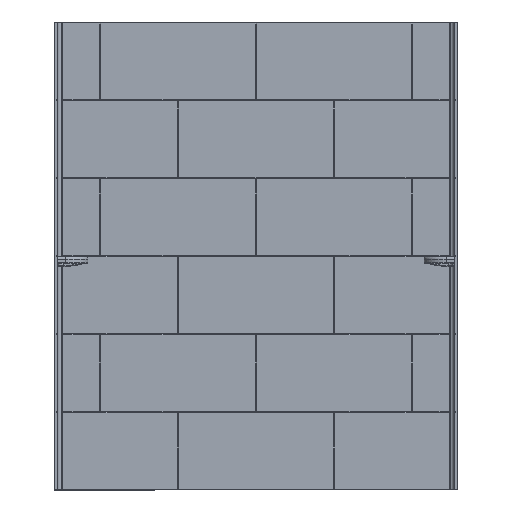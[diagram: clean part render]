
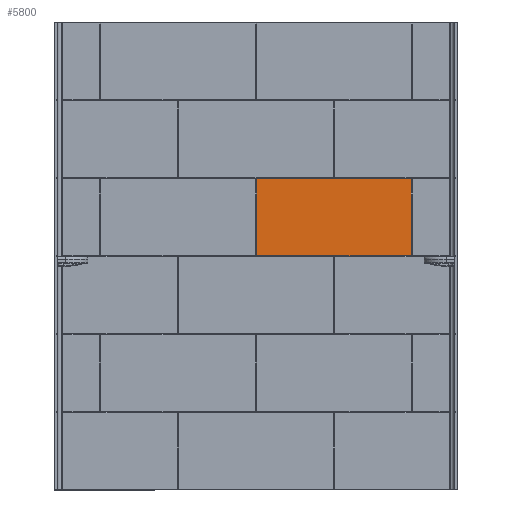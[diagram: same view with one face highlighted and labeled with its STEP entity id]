
A CAD part, top view. The second image highlights one B-rep face of the part: STEP entity #5800.
In plain terms, the highlighted planar face has unit normal (0, 0, 1).
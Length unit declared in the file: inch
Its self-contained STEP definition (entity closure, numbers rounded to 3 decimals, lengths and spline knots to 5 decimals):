
#710 = EDGE_CURVE ( 'NONE', #11800, #10525, #2441, .T. ) ;
#1333 = EDGE_LOOP ( 'NONE', ( #5253, #38610, #53692, #46376, #14761, #48215, #25514, #6347 ) ) ;
#1462 = B_SPLINE_CURVE_WITH_KNOTS ( 'NONE', 3,
 ( #37991, #19215, #15011, #46379, #29353, #47552, #56781, #46959, #15921, #1862 ),
 .UNSPECIFIED., .F., .F.,
 ( 4, 2, 2, 2, 4 ),
 ( 0., 0.12821, 0.33333, 0.66154, 1. ),
 .UNSPECIFIED. ) ;
#1775 = DIRECTION ( 'NONE',  ( -1., 0., 0. ) ) ;
#1862 = CARTESIAN_POINT ( 'NONE',  ( -11.91522, 0.0945, 0.1875 ) ) ;
#1873 = CARTESIAN_POINT ( 'NONE',  ( -0.08556, 0.09055, 0.1875 ) ) ;
#1965 = CARTESIAN_POINT ( 'NONE',  ( -11.91181, 23.91308, 0.1875 ) ) ;
#2181 = CARTESIAN_POINT ( 'NONE',  ( -0.09279, 0.08478, 0.1875 ) ) ;
#2441 = B_SPLINE_CURVE_WITH_KNOTS ( 'NONE', 3,
 ( #6069, #23729, #20124, #14432, #1873, #38004, #10242, #24316, #2181, #56188 ),
 .UNSPECIFIED., .F., .F.,
 ( 4, 2, 2, 2, 4 ),
 ( 0., 0.12821, 0.33333, 0.66154, 1. ),
 .UNSPECIFIED. ) ;
#2589 = EDGE_CURVE ( 'NONE', #35527, #30181, #12869, .T. ) ;
#3209 = CARTESIAN_POINT ( 'NONE',  ( -0.08478, 21., 0.1875 ) ) ;
#3892 = CARTESIAN_POINT ( 'NONE',  ( -0.08478, 23.9055, 0.1875 ) ) ;
#4068 = VERTEX_POINT ( 'NONE', #9510 ) ;
#5253 = ORIENTED_EDGE ( 'NONE', *, *, #35746, .F. ) ;
#5800 = ADVANCED_FACE ( 'NONE', ( #11508 ), #7930, .T. ) ;
#6053 = VERTEX_POINT ( 'NONE', #54163 ) ;
#6069 = CARTESIAN_POINT ( 'NONE',  ( -0.08478, 0.0945, 0.1875 ) ) ;
#6347 = ORIENTED_EDGE ( 'NONE', *, *, #2589, .F. ) ;
#7307 = VERTEX_POINT ( 'NONE', #25148 ) ;
#7383 = CARTESIAN_POINT ( 'NONE',  ( -0.08478, 23.90615, 0.1875 ) ) ;
#7930 = PLANE ( 'NONE',  #12365 ) ;
#7983 = CARTESIAN_POINT ( 'NONE',  ( -0.08478, 23.9055, 0.1875 ) ) ;
#9510 = CARTESIAN_POINT ( 'NONE',  ( -11.9055, 0.08478, 0.1875 ) ) ;
#10242 = CARTESIAN_POINT ( 'NONE',  ( -0.08813, 0.08697, 0.1875 ) ) ;
#10525 = VERTEX_POINT ( 'NONE', #30435 ) ;
#11508 = FACE_OUTER_BOUND ( 'NONE', #1333, .T. ) ;
#11800 = VERTEX_POINT ( 'NONE', #19301 ) ;
#11853 = CARTESIAN_POINT ( 'NONE',  ( -0.08485, 23.90681, 0.1875 ) ) ;
#12365 = AXIS2_PLACEMENT_3D ( 'NONE', #43468, #52692, #57145 ) ;
#12743 = CARTESIAN_POINT ( 'NONE',  ( -0.09106, 23.91475, 0.1875 ) ) ;
#12766 = EDGE_CURVE ( 'NONE', #30181, #6053, #13479, .T. ) ;
#12869 = LINE ( 'NONE', #36451, #46576 ) ;
#13479 = B_SPLINE_CURVE_WITH_KNOTS ( 'NONE', 3,
 ( #24108, #33949, #19903, #33046, #1965, #34237, #19312, #56880, #38405, #28861 ),
 .UNSPECIFIED., .F., .F.,
 ( 4, 2, 2, 2, 4 ),
 ( 0., 0.33846, 0.66667, 0.87179, 1. ),
 .UNSPECIFIED. ) ;
#14432 = CARTESIAN_POINT ( 'NONE',  ( -0.08519, 0.09153, 0.1875 ) ) ;
#14761 = ORIENTED_EDGE ( 'NONE', *, *, #33765, .F. ) ;
#15011 = CARTESIAN_POINT ( 'NONE',  ( -11.90681, 0.08485, 0.1875 ) ) ;
#15921 = CARTESIAN_POINT ( 'NONE',  ( -11.91522, 0.09279, 0.1875 ) ) ;
#16340 = CARTESIAN_POINT ( 'NONE',  ( -0.08813, 23.91303, 0.1875 ) ) ;
#19215 = CARTESIAN_POINT ( 'NONE',  ( -11.90615, 0.08478, 0.1875 ) ) ;
#19301 = CARTESIAN_POINT ( 'NONE',  ( -0.08478, 0.0945, 0.1875 ) ) ;
#19312 = CARTESIAN_POINT ( 'NONE',  ( -11.90847, 23.91481, 0.1875 ) ) ;
#19903 = CARTESIAN_POINT ( 'NONE',  ( -11.91475, 23.90894, 0.1875 ) ) ;
#20124 = CARTESIAN_POINT ( 'NONE',  ( -0.08485, 0.09319, 0.1875 ) ) ;
#21732 = CARTESIAN_POINT ( 'NONE',  ( -0.09279, 23.91522, 0.1875 ) ) ;
#23729 = CARTESIAN_POINT ( 'NONE',  ( -0.08478, 0.09385, 0.1875 ) ) ;
#24108 = CARTESIAN_POINT ( 'NONE',  ( -11.91522, 23.9055, 0.1875 ) ) ;
#24316 = CARTESIAN_POINT ( 'NONE',  ( -0.09106, 0.08525, 0.1875 ) ) ;
#25148 = CARTESIAN_POINT ( 'NONE',  ( -0.0945, 23.91522, 0.1875 ) ) ;
#25255 = EDGE_CURVE ( 'NONE', #6053, #7307, #55547, .T. ) ;
#25325 = CARTESIAN_POINT ( 'NONE',  ( -0.08692, 23.91181, 0.1875 ) ) ;
#25514 = ORIENTED_EDGE ( 'NONE', *, *, #12766, .F. ) ;
#25943 = LINE ( 'NONE', #3209, #32146 ) ;
#27478 = DIRECTION ( 'NONE',  ( 0., 1., 0. ) ) ;
#28861 = CARTESIAN_POINT ( 'NONE',  ( -11.9055, 23.91522, 0.1875 ) ) ;
#29021 = CARTESIAN_POINT ( 'NONE',  ( 0., 23.91522, 0.1875 ) ) ;
#29353 = CARTESIAN_POINT ( 'NONE',  ( -11.90945, 0.08556, 0.1875 ) ) ;
#29563 = B_SPLINE_CURVE_WITH_KNOTS ( 'NONE', 3,
 ( #57195, #21732, #12743, #16340, #25325, #30681, #48869, #11853, #7383, #7983 ),
 .UNSPECIFIED., .F., .F.,
 ( 4, 2, 2, 2, 4 ),
 ( 0., 0.33846, 0.66667, 0.87179, 1. ),
 .UNSPECIFIED. ) ;
#30181 = VERTEX_POINT ( 'NONE', #34381 ) ;
#30435 = CARTESIAN_POINT ( 'NONE',  ( -0.0945, 0.08478, 0.1875 ) ) ;
#30681 = CARTESIAN_POINT ( 'NONE',  ( -0.08556, 23.90945, 0.1875 ) ) ;
#31609 = VECTOR ( 'NONE', #47219, 39.37008 ) ;
#32146 = VECTOR ( 'NONE', #56925, 39.37008 ) ;
#33046 = CARTESIAN_POINT ( 'NONE',  ( -11.91303, 23.91187, 0.1875 ) ) ;
#33765 = EDGE_CURVE ( 'NONE', #7307, #50311, #29563, .T. ) ;
#33949 = CARTESIAN_POINT ( 'NONE',  ( -11.91522, 23.90721, 0.1875 ) ) ;
#34237 = CARTESIAN_POINT ( 'NONE',  ( -11.90945, 23.91444, 0.1875 ) ) ;
#34381 = CARTESIAN_POINT ( 'NONE',  ( -11.91522, 23.9055, 0.1875 ) ) ;
#34966 = CARTESIAN_POINT ( 'NONE',  ( -11.91522, 0.0945, 0.1875 ) ) ;
#35527 = VERTEX_POINT ( 'NONE', #34966 ) ;
#35746 = EDGE_CURVE ( 'NONE', #4068, #35527, #1462, .T. ) ;
#36451 = CARTESIAN_POINT ( 'NONE',  ( -11.91522, -21., 0.1875 ) ) ;
#37991 = CARTESIAN_POINT ( 'NONE',  ( -11.9055, 0.08478, 0.1875 ) ) ;
#38004 = CARTESIAN_POINT ( 'NONE',  ( -0.08692, 0.08819, 0.1875 ) ) ;
#38393 = EDGE_CURVE ( 'NONE', #50311, #11800, #25943, .T. ) ;
#38405 = CARTESIAN_POINT ( 'NONE',  ( -11.90615, 23.91522, 0.1875 ) ) ;
#38610 = ORIENTED_EDGE ( 'NONE', *, *, #53275, .F. ) ;
#41808 = LINE ( 'NONE', #56095, #48017 ) ;
#43468 = CARTESIAN_POINT ( 'NONE',  ( 0., 0., 0.1875 ) ) ;
#46376 = ORIENTED_EDGE ( 'NONE', *, *, #38393, .F. ) ;
#46379 = CARTESIAN_POINT ( 'NONE',  ( -11.90847, 0.08519, 0.1875 ) ) ;
#46576 = VECTOR ( 'NONE', #27478, 39.37008 ) ;
#46959 = CARTESIAN_POINT ( 'NONE',  ( -11.91475, 0.09106, 0.1875 ) ) ;
#47219 = DIRECTION ( 'NONE',  ( 1., 0., 0. ) ) ;
#47552 = CARTESIAN_POINT ( 'NONE',  ( -11.91181, 0.08692, 0.1875 ) ) ;
#48017 = VECTOR ( 'NONE', #1775, 39.37008 ) ;
#48215 = ORIENTED_EDGE ( 'NONE', *, *, #25255, .F. ) ;
#48869 = CARTESIAN_POINT ( 'NONE',  ( -0.08519, 23.90847, 0.1875 ) ) ;
#50311 = VERTEX_POINT ( 'NONE', #3892 ) ;
#52692 = DIRECTION ( 'NONE',  ( 0., 0., 1. ) ) ;
#53275 = EDGE_CURVE ( 'NONE', #10525, #4068, #41808, .T. ) ;
#53692 = ORIENTED_EDGE ( 'NONE', *, *, #710, .F. ) ;
#54163 = CARTESIAN_POINT ( 'NONE',  ( -11.9055, 23.91522, 0.1875 ) ) ;
#55547 = LINE ( 'NONE', #29021, #31609 ) ;
#56095 = CARTESIAN_POINT ( 'NONE',  ( 0., 0.08478, 0.1875 ) ) ;
#56188 = CARTESIAN_POINT ( 'NONE',  ( -0.0945, 0.08478, 0.1875 ) ) ;
#56781 = CARTESIAN_POINT ( 'NONE',  ( -11.91303, 0.08813, 0.1875 ) ) ;
#56880 = CARTESIAN_POINT ( 'NONE',  ( -11.90681, 23.91515, 0.1875 ) ) ;
#56925 = DIRECTION ( 'NONE',  ( 0., -1., 0. ) ) ;
#57145 = DIRECTION ( 'NONE',  ( 1., 0., 0. ) ) ;
#57195 = CARTESIAN_POINT ( 'NONE',  ( -0.0945, 23.91522, 0.1875 ) ) ;
